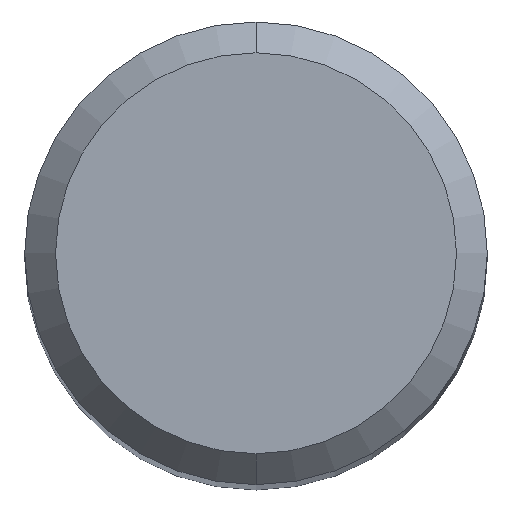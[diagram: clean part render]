
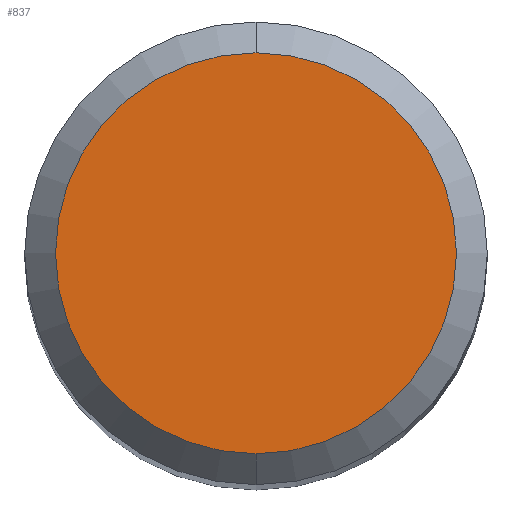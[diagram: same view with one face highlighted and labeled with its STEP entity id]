
A CAD part, top view. The second image highlights one B-rep face of the part: STEP entity #837.
In plain terms, the highlighted planar face has unit normal (0, 0, 1).
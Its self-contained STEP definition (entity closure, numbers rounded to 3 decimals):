
#387=EDGE_CURVE('',#879,#869,#1059,.T.);
#797=EDGE_CURVE('',#869,#879,#1505,.T.);
#837=ADVANCED_FACE('',(#1549),#1550,.T.);
#869=VERTEX_POINT('',#1584);
#879=VERTEX_POINT('',#1595);
#1059=CIRCLE('',#1875,2.6);
#1505=CIRCLE('',#3342,2.6);
#1549=FACE_OUTER_BOUND('',#3588,.T.);
#1550=PLANE('',#3589);
#1584=CARTESIAN_POINT('',(0.0,2.6,0.0));
#1595=CARTESIAN_POINT('',(0.,-2.6,0.0));
#1875=AXIS2_PLACEMENT_3D('',#4242,#4243,#4244);
#3342=AXIS2_PLACEMENT_3D('',#4724,#4725,#4726);
#3588=EDGE_LOOP('',(#4769,#4770));
#3589=AXIS2_PLACEMENT_3D('',#4771,#4772,#4773);
#4242=CARTESIAN_POINT('',(0.0,0.0,0.0));
#4243=DIRECTION('',(0.0,0.0,-1.0));
#4244=DIRECTION('',(0.0,1.0,0.0));
#4724=CARTESIAN_POINT('',(0.0,0.0,0.0));
#4725=DIRECTION('',(0.0,0.0,-1.0));
#4726=DIRECTION('',(0.0,1.0,0.0));
#4769=ORIENTED_EDGE('',*,*,#797,.F.);
#4770=ORIENTED_EDGE('',*,*,#387,.F.);
#4771=CARTESIAN_POINT('',(0.0,1.3,0.0));
#4772=DIRECTION('',(-0.0,0.0,1.0));
#4773=DIRECTION('',(0.0,-1.0,0.0));
